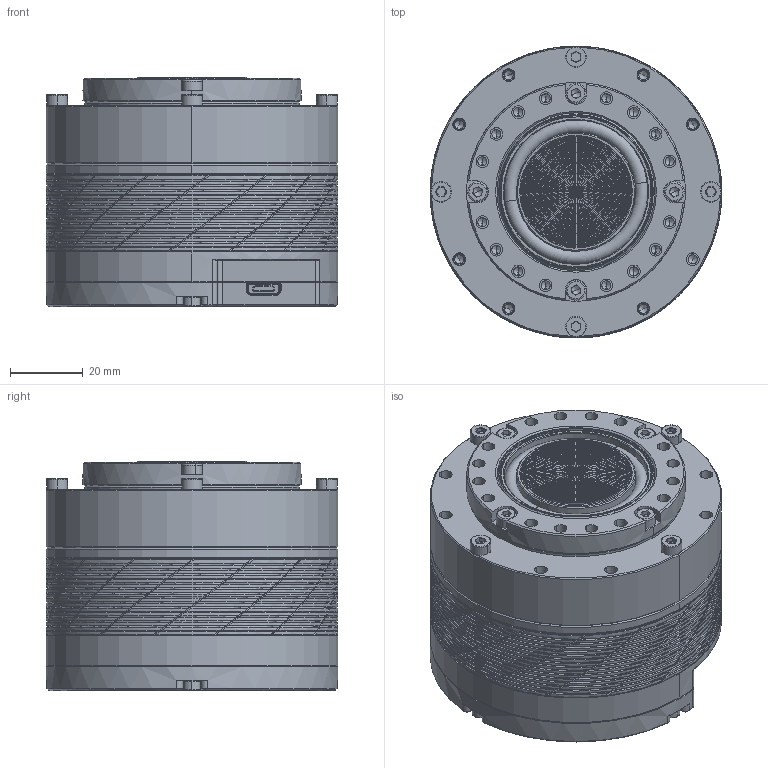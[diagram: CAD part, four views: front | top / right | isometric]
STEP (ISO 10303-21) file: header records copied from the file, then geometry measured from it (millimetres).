
FILE_DESCRIPTION((''),'2;1');
FILE_NAME('00-PSA60-17-000_ASM_6_SW0002','2023-09-06T',('Lenovo'),(''),'CREO PARAMETRIC BY PTC INC, 2017170','CREO PARAMETRIC BY PTC INC, 2017170','');
FILE_SCHEMA(('CONFIG_CONTROL_DESIGN'));
Length unit declared in the file: millimetre
Products named in the file (1): 00-PSA60-17-000_ASM_6_SW0002
Bounding box: 80 x 80 x 63 mm (x, y, z)
Volume: 283398.6 mm3; surface area: 38096.9 mm2
Topology: 2 solids, 2 shells, 5807 faces, 15770 edges, 10107 vertices
Faces by surface type: plane 3459, cylinder 1125, torus 543, bspline 312, cone 276, sphere 92
Entity records: 249299 total; most frequent: CARTESIAN_POINT 65457, ORIENTED_EDGE 31228, DIRECTION 28361, EDGE_CURVE 15614, VECTOR 10425, LINE 10425, VERTEX_POINT 10107, AXIS2_PLACEMENT_3D 8968
